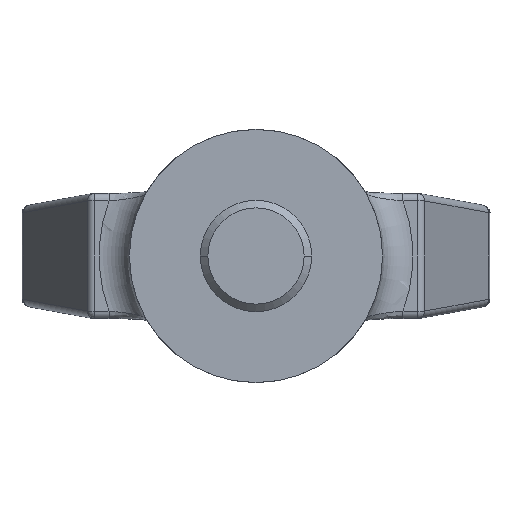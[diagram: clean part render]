
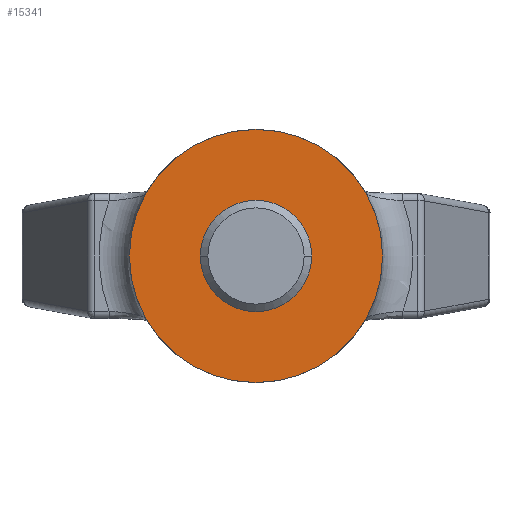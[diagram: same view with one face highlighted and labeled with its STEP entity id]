
A CAD part, front view. The second image highlights one B-rep face of the part: STEP entity #15341.
In plain terms, the highlighted planar face has unit normal (0, -1, 0).
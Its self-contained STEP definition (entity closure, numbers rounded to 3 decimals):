
#5365=CARTESIAN_POINT('',(0.,-44.5,0.));
#5366=DIRECTION('',(0.,-1.,0.));
#5367=DIRECTION('',(-1.,0.,0.));
#5368=AXIS2_PLACEMENT_3D('',#5365,#5366,#5367);
#5370=CARTESIAN_POINT('',(0.,-44.5,0.));
#5371=DIRECTION('',(0.,1.,0.));
#5372=DIRECTION('',(-1.,0.,0.));
#5373=AXIS2_PLACEMENT_3D('',#5370,#5371,#5372);
#5429=CARTESIAN_POINT('',(-25.,-44.5,0.));
#5430=CARTESIAN_POINT('',(25.,-44.5,0.));
#5431=VERTEX_POINT('',#5429);
#5432=VERTEX_POINT('',#5430);
#15332=CARTESIAN_POINT('',(0.,-44.5,0.));
#15333=DIRECTION('',(0.,1.,0.));
#15334=DIRECTION('',(1.,0.,0.));
#15335=AXIS2_PLACEMENT_3D('',#15332,#15333,#15334);
#15336=PLANE('',#15335);
#15337=ORIENTED_EDGE('',*,*,#8169,.F.);
#15338=ORIENTED_EDGE('',*,*,#7018,.T.);
#15339=EDGE_LOOP('',(#15337,#15338));
#15340=FACE_OUTER_BOUND('',#15339,.F.);
#15341=ADVANCED_FACE('',(#15340),#15336,.F.);
#5369=CIRCLE('',#5368,25.);
#5374=CIRCLE('',#5373,25.);
#7018=EDGE_CURVE('',#5431,#5432,#5374,.T.);
#8169=EDGE_CURVE('',#5431,#5432,#5369,.T.);
